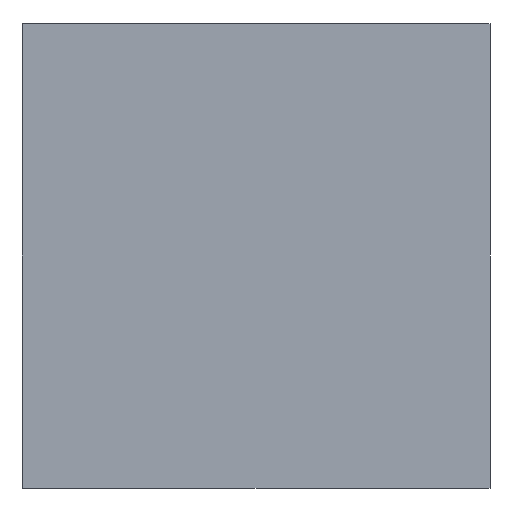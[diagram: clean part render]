
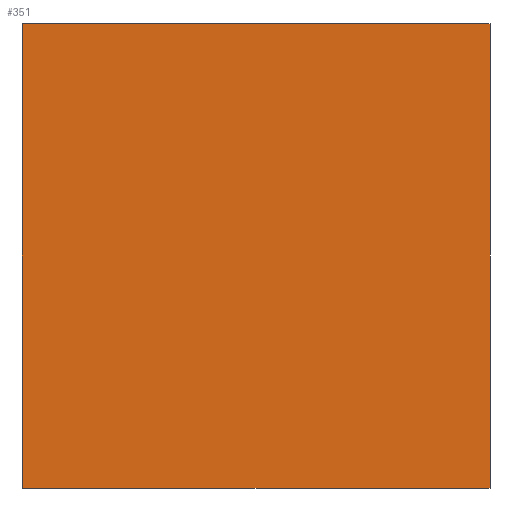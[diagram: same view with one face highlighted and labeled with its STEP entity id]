
A CAD part, left-side view. The second image highlights one B-rep face of the part: STEP entity #351.
In plain terms, the highlighted planar face has unit normal (-1, 0, 0).
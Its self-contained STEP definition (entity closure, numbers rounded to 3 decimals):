
#63 = VERTEX_POINT('',#64);
#64 = CARTESIAN_POINT('',(-5.,-3.275,6.5));
#70 = EDGE_CURVE('',#71,#63,#73,.T.);
#71 = VERTEX_POINT('',#72);
#72 = CARTESIAN_POINT('',(-5.,-3.275,0.));
#73 = LINE('',#74,#75);
#74 = CARTESIAN_POINT('',(-5.,-3.275,0.));
#75 = VECTOR('',#76,1.);
#76 = DIRECTION('',(0.,0.,1.));
#125 = EDGE_CURVE('',#126,#71,#128,.T.);
#126 = VERTEX_POINT('',#127);
#127 = CARTESIAN_POINT('',(-5.,3.275,0.));
#128 = LINE('',#129,#130);
#129 = CARTESIAN_POINT('',(-5.,3.275,0.));
#130 = VECTOR('',#131,1.);
#131 = DIRECTION('',(0.,-1.,0.));
#267 = VERTEX_POINT('',#268);
#268 = CARTESIAN_POINT('',(-5.,3.275,6.5));
#274 = EDGE_CURVE('',#267,#63,#275,.T.);
#275 = LINE('',#276,#277);
#276 = CARTESIAN_POINT('',(-5.,3.275,6.5));
#277 = VECTOR('',#278,1.);
#278 = DIRECTION('',(0.,-1.,0.));
#351 = ADVANCED_FACE('',(#352),#363,.F.);
#352 = FACE_BOUND('',#353,.F.);
#353 = EDGE_LOOP('',(#354,#360,#361,#362));
#354 = ORIENTED_EDGE('',*,*,#355,.T.);
#355 = EDGE_CURVE('',#126,#267,#356,.T.);
#356 = LINE('',#357,#358);
#357 = CARTESIAN_POINT('',(-5.,3.275,0.));
#358 = VECTOR('',#359,1.);
#359 = DIRECTION('',(0.,0.,1.));
#360 = ORIENTED_EDGE('',*,*,#274,.T.);
#361 = ORIENTED_EDGE('',*,*,#70,.F.);
#362 = ORIENTED_EDGE('',*,*,#125,.F.);
#363 = PLANE('',#364);
#364 = AXIS2_PLACEMENT_3D('',#365,#366,#367);
#365 = CARTESIAN_POINT('',(-5.,3.275,0.));
#366 = DIRECTION('',(1.,0.,0.));
#367 = DIRECTION('',(0.,-1.,0.));
